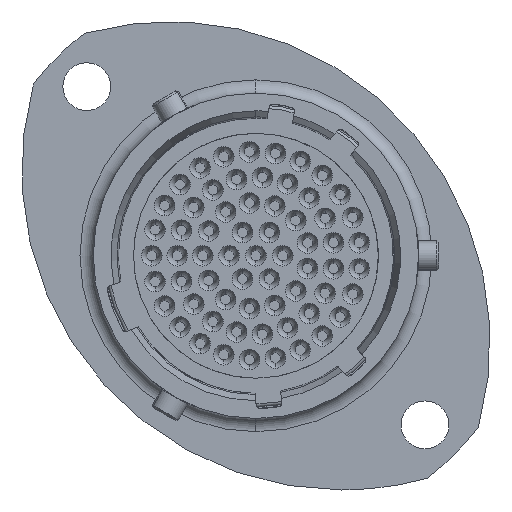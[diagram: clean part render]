
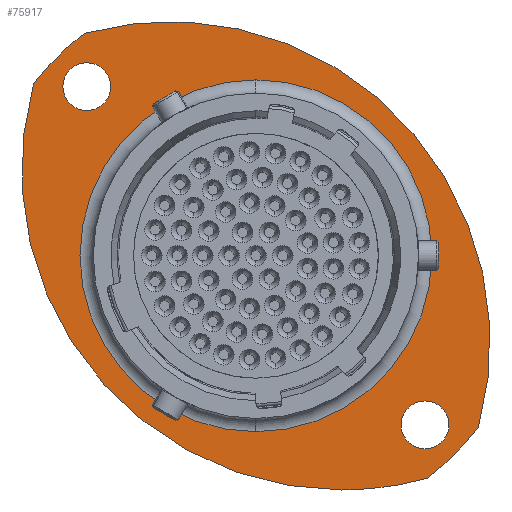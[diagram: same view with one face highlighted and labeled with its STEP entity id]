
A CAD part, left-side view. The second image highlights one B-rep face of the part: STEP entity #75917.
In plain terms, the highlighted planar face has unit normal (-1, 0, 0).
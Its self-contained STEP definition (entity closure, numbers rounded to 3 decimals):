
#617 = DIRECTION ( 'NONE',  ( -1., 0., 0. ) ) ;
#640 = AXIS2_PLACEMENT_3D ( 'NONE', #20160, #617, #65753 ) ;
#1617 = CARTESIAN_POINT ( 'NONE',  ( 15.98, 11.49, 11.49 ) ) ;
#2323 = DIRECTION ( 'NONE',  ( -1., 0., 0. ) ) ;
#3052 = DIRECTION ( 'NONE',  ( -1., 0., 0. ) ) ;
#3700 = CARTESIAN_POINT ( 'NONE',  ( 15.98, -5.834, 5.834 ) ) ;
#4937 = EDGE_CURVE ( 'NONE', #45652, #75052, #80454, .T. ) ;
#5626 = AXIS2_PLACEMENT_3D ( 'NONE', #75837, #18343, #69039 ) ;
#6214 = AXIS2_PLACEMENT_3D ( 'NONE', #19837, #58593, #65701 ) ;
#6477 = EDGE_CURVE ( 'NONE', #67520, #60482, #20190, .T. ) ;
#7256 = CIRCLE ( 'NONE', #82115, 1.625 ) ;
#8028 = ORIENTED_EDGE ( 'NONE', *, *, #51923, .T. ) ;
#8616 = CIRCLE ( 'NONE', #6214, 1.625 ) ;
#9458 = CARTESIAN_POINT ( 'NONE',  ( 15.98, -11.49, -9.865 ) ) ;
#10208 = DIRECTION ( 'NONE',  ( 0., 0., -1. ) ) ;
#13669 = EDGE_LOOP ( 'NONE', ( #51036, #15434 ) ) ;
#14828 = CARTESIAN_POINT ( 'NONE',  ( 15.98, 11.055, 0. ) ) ;
#15107 = DIRECTION ( 'NONE',  ( 0., 0., 1. ) ) ;
#15385 = DIRECTION ( 'NONE',  ( 0., 0., -1. ) ) ;
#15434 = ORIENTED_EDGE ( 'NONE', *, *, #33200, .T. ) ;
#15494 = EDGE_LOOP ( 'NONE', ( #51046, #39515 ) ) ;
#17674 = CIRCLE ( 'NONE', #72479, 19.1 ) ;
#18343 = DIRECTION ( 'NONE',  ( -1., 0., 0. ) ) ;
#18422 = EDGE_CURVE ( 'NONE', #73356, #83067, #8616, .T. ) ;
#19837 = CARTESIAN_POINT ( 'NONE',  ( 15.98, -11.49, -11.49 ) ) ;
#19862 = FACE_OUTER_BOUND ( 'NONE', #69363, .T. ) ;
#20160 = CARTESIAN_POINT ( 'NONE',  ( 15.98, 0., 0. ) ) ;
#20190 = CIRCLE ( 'NONE', #34572, 1.625 ) ;
#21492 = CIRCLE ( 'NONE', #83913, 21.75 ) ;
#21559 = CARTESIAN_POINT ( 'NONE',  ( 15.98, 0., 11.955 ) ) ;
#22550 = DIRECTION ( 'NONE',  ( 1., 0., 0. ) ) ;
#27274 = EDGE_CURVE ( 'NONE', #60482, #67520, #7256, .T. ) ;
#29624 = VERTEX_POINT ( 'NONE', #37003 ) ;
#29830 = ORIENTED_EDGE ( 'NONE', *, *, #38074, .T. ) ;
#31455 = AXIS2_PLACEMENT_3D ( 'NONE', #79061, #54128, #53304 ) ;
#32094 = FACE_BOUND ( 'NONE', #13669, .T. ) ;
#33200 = EDGE_CURVE ( 'NONE', #45684, #34316, #69774, .T. ) ;
#34316 = VERTEX_POINT ( 'NONE', #41793 ) ;
#34572 = AXIS2_PLACEMENT_3D ( 'NONE', #1617, #46927, #67056 ) ;
#36812 = EDGE_CURVE ( 'NONE', #34316, #45684, #55947, .T. ) ;
#37003 = CARTESIAN_POINT ( 'NONE',  ( 15.98, -5.834, -15.916 ) ) ;
#37232 = CARTESIAN_POINT ( 'NONE',  ( 15.98, 11.49, 13.115 ) ) ;
#37336 = CIRCLE ( 'NONE', #640, 19.1 ) ;
#38074 = EDGE_CURVE ( 'NONE', #75052, #42033, #37336, .T. ) ;
#38152 = AXIS2_PLACEMENT_3D ( 'NONE', #47817, #3052, #54354 ) ;
#39515 = ORIENTED_EDGE ( 'NONE', *, *, #44186, .F. ) ;
#40902 = ORIENTED_EDGE ( 'NONE', *, *, #50894, .T. ) ;
#41793 = CARTESIAN_POINT ( 'NONE',  ( 15.98, 0., -11.955 ) ) ;
#41981 = ORIENTED_EDGE ( 'NONE', *, *, #27274, .F. ) ;
#42033 = VERTEX_POINT ( 'NONE', #53166 ) ;
#42598 = CARTESIAN_POINT ( 'NONE',  ( 15.98, -11.673, -15.118 ) ) ;
#44186 = EDGE_CURVE ( 'NONE', #83067, #73356, #64048, .T. ) ;
#44858 = PLANE ( 'NONE',  #81968 ) ;
#45652 = VERTEX_POINT ( 'NONE', #50472 ) ;
#45684 = VERTEX_POINT ( 'NONE', #21559 ) ;
#46927 = DIRECTION ( 'NONE',  ( -1., 0., 0. ) ) ;
#47101 = DIRECTION ( 'NONE',  ( 1., 0., 0. ) ) ;
#47386 = CARTESIAN_POINT ( 'NONE',  ( 15.98, -11.49, -11.49 ) ) ;
#47669 = CARTESIAN_POINT ( 'NONE',  ( 15.98, 0., 0. ) ) ;
#47817 = CARTESIAN_POINT ( 'NONE',  ( 15.98, -5.834, 5.834 ) ) ;
#48059 = EDGE_CURVE ( 'NONE', #42033, #29624, #21492, .T. ) ;
#49002 = DIRECTION ( 'NONE',  ( -1., 0., 0. ) ) ;
#49752 = AXIS2_PLACEMENT_3D ( 'NONE', #47386, #2323, #15385 ) ;
#50472 = CARTESIAN_POINT ( 'NONE',  ( 15.98, -15.118, -11.673 ) ) ;
#50894 = EDGE_CURVE ( 'NONE', #29624, #68745, #55507, .T. ) ;
#50900 = ORIENTED_EDGE ( 'NONE', *, *, #6477, .F. ) ;
#51036 = ORIENTED_EDGE ( 'NONE', *, *, #36812, .T. ) ;
#51046 = ORIENTED_EDGE ( 'NONE', *, *, #18422, .F. ) ;
#51923 = EDGE_CURVE ( 'NONE', #68745, #45652, #17674, .T. ) ;
#53120 = DIRECTION ( 'NONE',  ( 0., 0., -1. ) ) ;
#53166 = CARTESIAN_POINT ( 'NONE',  ( 15.98, 15.118, 11.673 ) ) ;
#53304 = DIRECTION ( 'NONE',  ( 0., 0., -1. ) ) ;
#54128 = DIRECTION ( 'NONE',  ( 1., 0., 0. ) ) ;
#54311 = FACE_BOUND ( 'NONE', #83103, .T. ) ;
#54354 = DIRECTION ( 'NONE',  ( 0., 0., -1. ) ) ;
#55507 = CIRCLE ( 'NONE', #38152, 21.75 ) ;
#55947 = CIRCLE ( 'NONE', #82379, 11.955 ) ;
#57588 = CARTESIAN_POINT ( 'NONE',  ( 15.98, 11.49, 9.865 ) ) ;
#58336 = FACE_BOUND ( 'NONE', #15494, .T. ) ;
#58593 = DIRECTION ( 'NONE',  ( -1., 0., 0. ) ) ;
#60482 = VERTEX_POINT ( 'NONE', #57588 ) ;
#60583 = CARTESIAN_POINT ( 'NONE',  ( 15.98, -11.49, -13.115 ) ) ;
#61320 = CARTESIAN_POINT ( 'NONE',  ( 15.98, 0., 0. ) ) ;
#62276 = CARTESIAN_POINT ( 'NONE',  ( 15.98, 11.673, 15.118 ) ) ;
#63991 = CARTESIAN_POINT ( 'NONE',  ( 15.98, 11.49, 11.49 ) ) ;
#64048 = CIRCLE ( 'NONE', #49752, 1.625 ) ;
#65701 = DIRECTION ( 'NONE',  ( 0., 0., -1. ) ) ;
#65753 = DIRECTION ( 'NONE',  ( 0., 0., 1. ) ) ;
#67056 = DIRECTION ( 'NONE',  ( 0., 0., -1. ) ) ;
#67520 = VERTEX_POINT ( 'NONE', #37232 ) ;
#67815 = DIRECTION ( 'NONE',  ( 0., 0., -1. ) ) ;
#68417 = ORIENTED_EDGE ( 'NONE', *, *, #4937, .T. ) ;
#68745 = VERTEX_POINT ( 'NONE', #42598 ) ;
#69039 = DIRECTION ( 'NONE',  ( 0., 0., -1. ) ) ;
#69363 = EDGE_LOOP ( 'NONE', ( #81815, #40902, #8028, #68417, #29830 ) ) ;
#69774 = CIRCLE ( 'NONE', #31455, 11.955 ) ;
#70501 = DIRECTION ( 'NONE',  ( -1., 0., 0. ) ) ;
#71593 = DIRECTION ( 'NONE',  ( 0., 0., -1. ) ) ;
#72479 = AXIS2_PLACEMENT_3D ( 'NONE', #47669, #79390, #15107 ) ;
#73356 = VERTEX_POINT ( 'NONE', #60583 ) ;
#75052 = VERTEX_POINT ( 'NONE', #62276 ) ;
#75837 = CARTESIAN_POINT ( 'NONE',  ( 15.98, 5.834, -5.834 ) ) ;
#75917 = ADVANCED_FACE ( 'NONE', ( #32094, #54311, #58336, #19862 ), #44858, .F. ) ;
#79061 = CARTESIAN_POINT ( 'NONE',  ( 15.98, 0., 0. ) ) ;
#79390 = DIRECTION ( 'NONE',  ( -1., 0., 0. ) ) ;
#80454 = CIRCLE ( 'NONE', #5626, 21.75 ) ;
#81815 = ORIENTED_EDGE ( 'NONE', *, *, #48059, .T. ) ;
#81968 = AXIS2_PLACEMENT_3D ( 'NONE', #14828, #47101, #67815 ) ;
#82115 = AXIS2_PLACEMENT_3D ( 'NONE', #63991, #70501, #71593 ) ;
#82379 = AXIS2_PLACEMENT_3D ( 'NONE', #61320, #22550, #53120 ) ;
#83067 = VERTEX_POINT ( 'NONE', #9458 ) ;
#83103 = EDGE_LOOP ( 'NONE', ( #41981, #50900 ) ) ;
#83913 = AXIS2_PLACEMENT_3D ( 'NONE', #3700, #49002, #10208 ) ;
